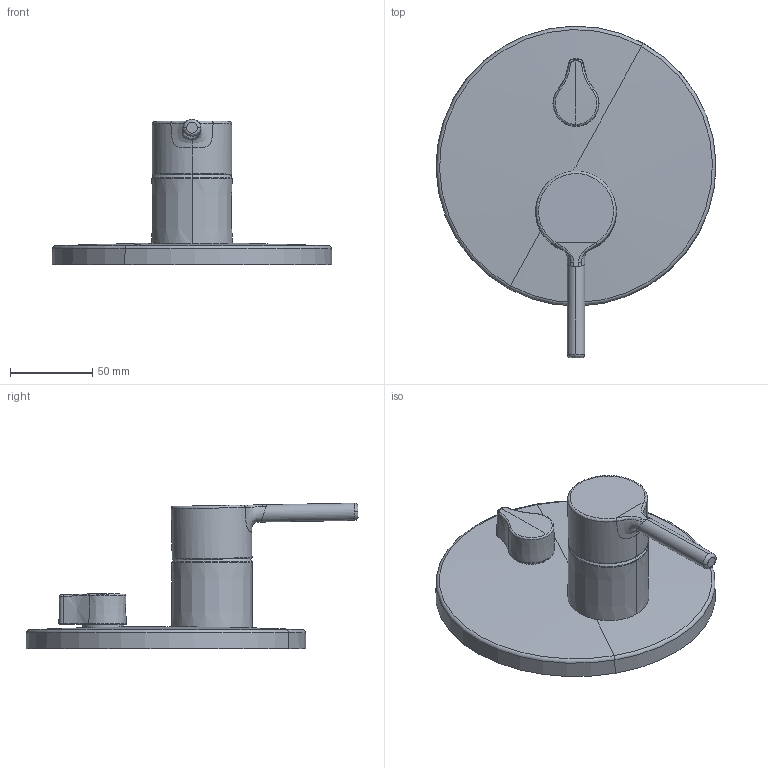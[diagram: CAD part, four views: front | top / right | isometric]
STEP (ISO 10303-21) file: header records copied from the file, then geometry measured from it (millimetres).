
FILE_DESCRIPTION (( 'STEP AP203' ), '1' );
FILE_NAME ('2688A(2022)+82609067(2022).STEP', '2022-01-03T09:41:55', ( '' ), ( '' ), 'SwSTEP 2.0', 'SolidWorks 2016', '' );
FILE_SCHEMA (( 'CONFIG_CONTROL_DESIGN' ));
Length unit declared in the file: millimetre
Products named in the file (1): 2688A(2022)+82609067(2022)
Bounding box: 169.95 x 201.55 x 88.43 mm (x, y, z)
Volume: 440904 mm3; surface area: 67103.4 mm2
Topology: 1 solids, 1 shells, 59 faces, 137 edges, 83 vertices
Faces by surface type: bspline 16, torus 14, cone 9, cylinder 7, plane 7, sphere 6
Entity records: 4562 total; most frequent: CARTESIAN_POINT 3220, ORIENTED_EDGE 274, DIRECTION 259, EDGE_CURVE 137, AXIS2_PLACEMENT_3D 120, VERTEX_POINT 83, CIRCLE 76, EDGE_LOOP 62
